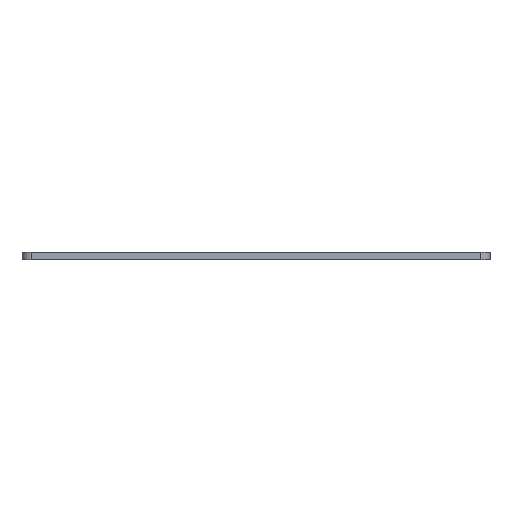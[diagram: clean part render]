
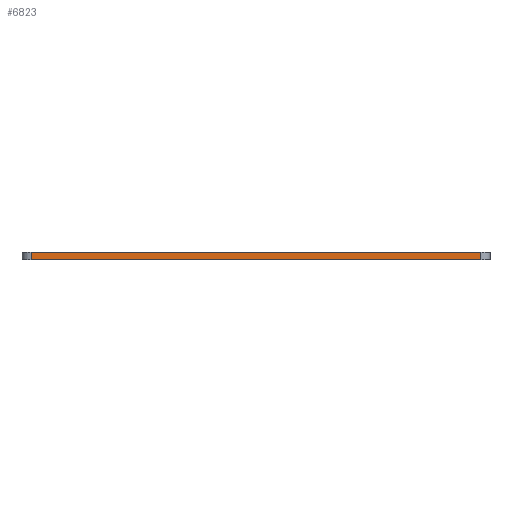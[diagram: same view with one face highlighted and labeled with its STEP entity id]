
A CAD part, left-side view. The second image highlights one B-rep face of the part: STEP entity #6823.
In plain terms, the highlighted planar face has unit normal (-1, 0, 0).
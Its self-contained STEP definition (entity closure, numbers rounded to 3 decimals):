
#83 = PLANE('',#84);
#84 = AXIS2_PLACEMENT_3D('',#85,#86,#87);
#85 = CARTESIAN_POINT('',(167.502,-71.117,1.6));
#86 = DIRECTION('',(-0.,-0.,-1.));
#87 = DIRECTION('',(-1.,0.,0.));
#137 = PLANE('',#138);
#138 = AXIS2_PLACEMENT_3D('',#139,#140,#141);
#139 = CARTESIAN_POINT('',(167.502,-71.117,0.));
#140 = DIRECTION('',(-0.,-0.,-1.));
#141 = DIRECTION('',(-1.,0.,0.));
#278 = CYLINDRICAL_SURFACE('',#279,2.);
#279 = AXIS2_PLACEMENT_3D('',#280,#281,#282);
#280 = CARTESIAN_POINT('',(102.021,-119.143,0.));
#281 = DIRECTION('',(-0.,-0.,-1.));
#282 = DIRECTION('',(1.,0.,-0.));
#317 = VERTEX_POINT('',#318);
#318 = CARTESIAN_POINT('',(100.021,-119.143,0.));
#344 = EDGE_CURVE('',#317,#345,#347,.T.);
#345 = VERTEX_POINT('',#346);
#346 = CARTESIAN_POINT('',(100.007,-23.101,0.));
#347 = SURFACE_CURVE('',#348,(#352,#359),.PCURVE_S1.);
#348 = LINE('',#349,#350);
#349 = CARTESIAN_POINT('',(100.021,-119.143,0.));
#350 = VECTOR('',#351,1.);
#351 = DIRECTION('',(0.,1.,0.));
#352 = PCURVE('',#137,#353);
#353 = DEFINITIONAL_REPRESENTATION('',(#354),#358);
#354 = LINE('',#355,#356);
#355 = CARTESIAN_POINT('',(67.481,-48.025));
#356 = VECTOR('',#357,1.);
#357 = DIRECTION('',(0.,1.));
#358 = ( GEOMETRIC_REPRESENTATION_CONTEXT(2) 
PARAMETRIC_REPRESENTATION_CONTEXT() REPRESENTATION_CONTEXT('2D SPACE',''
  ) );
#359 = PCURVE('',#360,#365);
#360 = PLANE('',#361);
#361 = AXIS2_PLACEMENT_3D('',#362,#363,#364);
#362 = CARTESIAN_POINT('',(100.021,-119.143,0.));
#363 = DIRECTION('',(-1.,0.,0.));
#364 = DIRECTION('',(0.,1.,0.));
#365 = DEFINITIONAL_REPRESENTATION('',(#366),#370);
#366 = LINE('',#367,#368);
#367 = CARTESIAN_POINT('',(0.,0.));
#368 = VECTOR('',#369,1.);
#369 = DIRECTION('',(1.,0.));
#370 = ( GEOMETRIC_REPRESENTATION_CONTEXT(2) 
PARAMETRIC_REPRESENTATION_CONTEXT() REPRESENTATION_CONTEXT('2D SPACE',''
  ) );
#393 = CYLINDRICAL_SURFACE('',#394,2.);
#394 = AXIS2_PLACEMENT_3D('',#395,#396,#397);
#395 = CARTESIAN_POINT('',(102.007,-23.121,0.));
#396 = DIRECTION('',(-0.,-0.,-1.));
#397 = DIRECTION('',(1.,0.,-0.));
#3783 = VERTEX_POINT('',#3784);
#3784 = CARTESIAN_POINT('',(100.021,-119.143,1.6));
#3810 = EDGE_CURVE('',#3783,#3811,#3813,.T.);
#3811 = VERTEX_POINT('',#3812);
#3812 = CARTESIAN_POINT('',(100.007,-23.101,1.6));
#3813 = SURFACE_CURVE('',#3814,(#3818,#3825),.PCURVE_S1.);
#3814 = LINE('',#3815,#3816);
#3815 = CARTESIAN_POINT('',(100.021,-119.143,1.6));
#3816 = VECTOR('',#3817,1.);
#3817 = DIRECTION('',(0.,1.,0.));
#3818 = PCURVE('',#83,#3819);
#3819 = DEFINITIONAL_REPRESENTATION('',(#3820),#3824);
#3820 = LINE('',#3821,#3822);
#3821 = CARTESIAN_POINT('',(67.481,-48.025));
#3822 = VECTOR('',#3823,1.);
#3823 = DIRECTION('',(0.,1.));
#3824 = ( GEOMETRIC_REPRESENTATION_CONTEXT(2) 
PARAMETRIC_REPRESENTATION_CONTEXT() REPRESENTATION_CONTEXT('2D SPACE',''
  ) );
#3825 = PCURVE('',#360,#3826);
#3826 = DEFINITIONAL_REPRESENTATION('',(#3827),#3831);
#3827 = LINE('',#3828,#3829);
#3828 = CARTESIAN_POINT('',(0.,-1.6));
#3829 = VECTOR('',#3830,1.);
#3830 = DIRECTION('',(1.,0.));
#3831 = ( GEOMETRIC_REPRESENTATION_CONTEXT(2) 
PARAMETRIC_REPRESENTATION_CONTEXT() REPRESENTATION_CONTEXT('2D SPACE',''
  ) );
#6773 = EDGE_CURVE('',#317,#3783,#6774,.T.);
#6774 = SURFACE_CURVE('',#6775,(#6779,#6786),.PCURVE_S1.);
#6775 = LINE('',#6776,#6777);
#6776 = CARTESIAN_POINT('',(100.021,-119.143,0.));
#6777 = VECTOR('',#6778,1.);
#6778 = DIRECTION('',(0.,0.,1.));
#6779 = PCURVE('',#278,#6780);
#6780 = DEFINITIONAL_REPRESENTATION('',(#6781),#6785);
#6781 = LINE('',#6782,#6783);
#6782 = CARTESIAN_POINT('',(-3.141,0.));
#6783 = VECTOR('',#6784,1.);
#6784 = DIRECTION('',(-0.,-1.));
#6785 = ( GEOMETRIC_REPRESENTATION_CONTEXT(2) 
PARAMETRIC_REPRESENTATION_CONTEXT() REPRESENTATION_CONTEXT('2D SPACE',''
  ) );
#6786 = PCURVE('',#360,#6787);
#6787 = DEFINITIONAL_REPRESENTATION('',(#6788),#6792);
#6788 = LINE('',#6789,#6790);
#6789 = CARTESIAN_POINT('',(0.,0.));
#6790 = VECTOR('',#6791,1.);
#6791 = DIRECTION('',(0.,-1.));
#6792 = ( GEOMETRIC_REPRESENTATION_CONTEXT(2) 
PARAMETRIC_REPRESENTATION_CONTEXT() REPRESENTATION_CONTEXT('2D SPACE',''
  ) );
#6823 = ADVANCED_FACE('',(#6824),#360,.T.);
#6824 = FACE_BOUND('',#6825,.T.);
#6825 = EDGE_LOOP('',(#6826,#6827,#6828,#6849));
#6826 = ORIENTED_EDGE('',*,*,#6773,.T.);
#6827 = ORIENTED_EDGE('',*,*,#3810,.T.);
#6828 = ORIENTED_EDGE('',*,*,#6829,.F.);
#6829 = EDGE_CURVE('',#345,#3811,#6830,.T.);
#6830 = SURFACE_CURVE('',#6831,(#6835,#6842),.PCURVE_S1.);
#6831 = LINE('',#6832,#6833);
#6832 = CARTESIAN_POINT('',(100.007,-23.101,0.));
#6833 = VECTOR('',#6834,1.);
#6834 = DIRECTION('',(0.,0.,1.));
#6835 = PCURVE('',#360,#6836);
#6836 = DEFINITIONAL_REPRESENTATION('',(#6837),#6841);
#6837 = LINE('',#6838,#6839);
#6838 = CARTESIAN_POINT('',(96.041,0.));
#6839 = VECTOR('',#6840,1.);
#6840 = DIRECTION('',(0.,-1.));
#6841 = ( GEOMETRIC_REPRESENTATION_CONTEXT(2) 
PARAMETRIC_REPRESENTATION_CONTEXT() REPRESENTATION_CONTEXT('2D SPACE',''
  ) );
#6842 = PCURVE('',#393,#6843);
#6843 = DEFINITIONAL_REPRESENTATION('',(#6844),#6848);
#6844 = LINE('',#6845,#6846);
#6845 = CARTESIAN_POINT('',(-3.132,0.));
#6846 = VECTOR('',#6847,1.);
#6847 = DIRECTION('',(-0.,-1.));
#6848 = ( GEOMETRIC_REPRESENTATION_CONTEXT(2) 
PARAMETRIC_REPRESENTATION_CONTEXT() REPRESENTATION_CONTEXT('2D SPACE',''
  ) );
#6849 = ORIENTED_EDGE('',*,*,#344,.F.);
